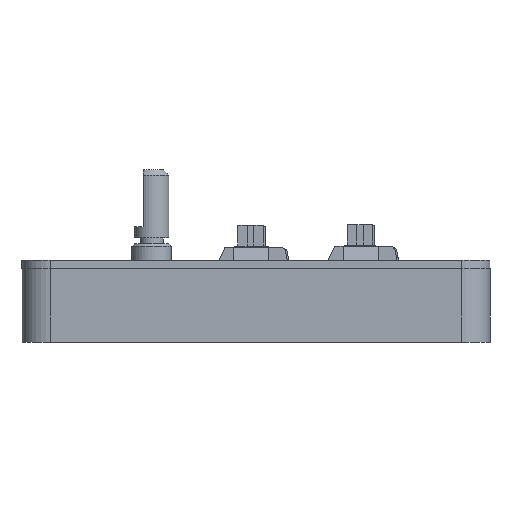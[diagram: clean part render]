
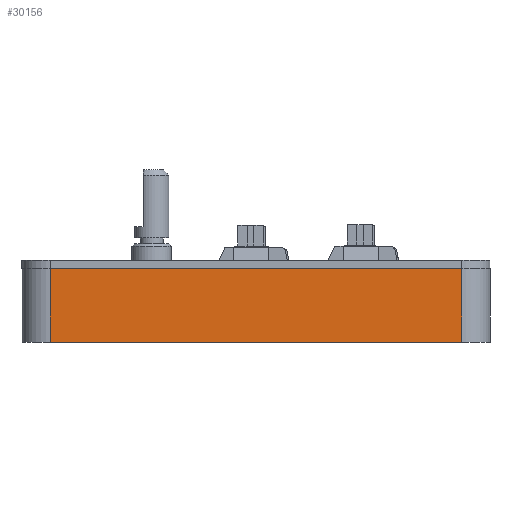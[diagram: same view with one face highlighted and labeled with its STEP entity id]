
A CAD part, left-side view. The second image highlights one B-rep face of the part: STEP entity #30156.
In plain terms, the highlighted planar face has unit normal (-1, 0, 0).
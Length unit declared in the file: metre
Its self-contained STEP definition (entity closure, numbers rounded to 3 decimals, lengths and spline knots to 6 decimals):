
#2323=LINE('',#51704,#5238);
#2324=LINE('',#51707,#5239);
#2325=LINE('',#51709,#5240);
#2326=LINE('',#51711,#5241);
#5238=VECTOR('',#42070,1.);
#5239=VECTOR('',#42071,1.);
#5240=VECTOR('',#42072,1.);
#5241=VECTOR('',#42073,1.);
#10742=ORIENTED_EDGE('',*,*,#17118,.F.);
#10743=ORIENTED_EDGE('',*,*,#17119,.T.);
#10744=ORIENTED_EDGE('',*,*,#17120,.T.);
#10745=ORIENTED_EDGE('',*,*,#17121,.T.);
#17118=EDGE_CURVE('',#20601,#20602,#2323,.T.);
#17119=EDGE_CURVE('',#20601,#20603,#2324,.T.);
#17120=EDGE_CURVE('',#20603,#20604,#2325,.T.);
#17121=EDGE_CURVE('',#20604,#20602,#2326,.F.);
#20601=VERTEX_POINT('',#51705);
#20602=VERTEX_POINT('',#51706);
#20603=VERTEX_POINT('',#51708);
#20604=VERTEX_POINT('',#51710);
#23867=EDGE_LOOP('',(#10742,#10743,#10744,#10745));
#26143=FACE_BOUND('',#23867,.T.);
#28130=PLANE('',#37342);
#30156=ADVANCED_FACE('',(#26143),#28130,.F.);
#37342=AXIS2_PLACEMENT_3D('',#51703,#42068,#42069);
#42068=DIRECTION('',(1.,0.,0.));
#42069=DIRECTION('',(0.,0.,-1.));
#42070=DIRECTION('',(0.,-1.,0.));
#42071=DIRECTION('',(0.,0.,-1.));
#42072=DIRECTION('',(0.,-1.,0.));
#42073=DIRECTION('',(0.,0.,-1.));
#51703=CARTESIAN_POINT('',(-0.074858,0.057545,0.013));
#51704=CARTESIAN_POINT('',(-0.074858,0.057545,0.013));
#51705=CARTESIAN_POINT('',(-0.074858,0.09367,0.013));
#51706=CARTESIAN_POINT('',(-0.074858,0.02142,0.013));
#51707=CARTESIAN_POINT('',(-0.074858,0.09367,0.));
#51708=CARTESIAN_POINT('',(-0.074858,0.09367,0.));
#51709=CARTESIAN_POINT('',(-0.074858,0.057545,0.));
#51710=CARTESIAN_POINT('',(-0.074858,0.02142,0.));
#51711=CARTESIAN_POINT('',(-0.074858,0.02142,0.013));
